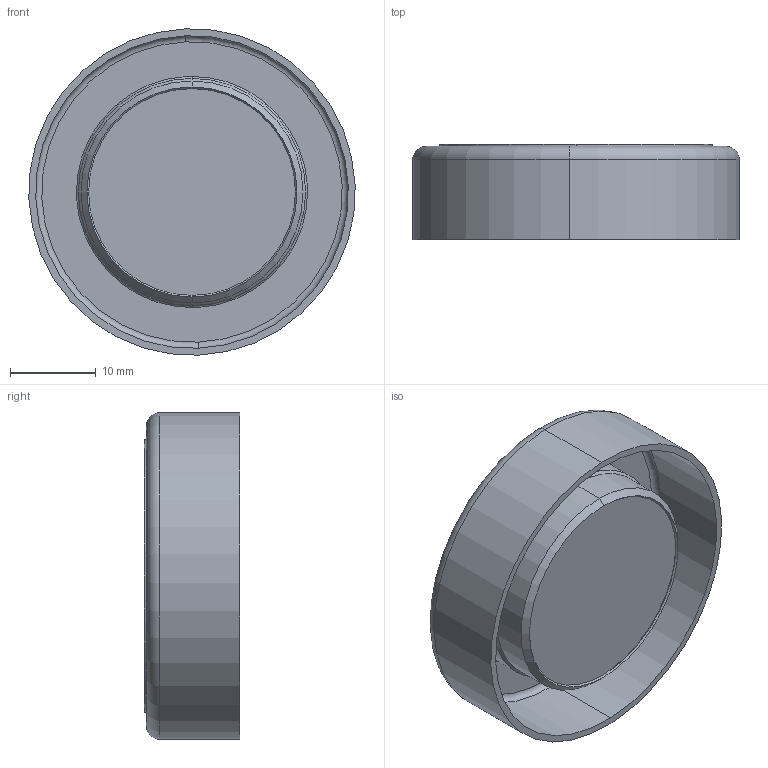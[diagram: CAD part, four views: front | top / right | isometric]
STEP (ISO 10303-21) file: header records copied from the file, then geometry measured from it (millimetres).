
FILE_DESCRIPTION (( 'STEP AP203' ), '1' );
FILE_NAME ('A0633-2-W.STEP', '2011-10-03T14:31:46', ( '' ), ( '' ), 'SwSTEP 2.0', 'SolidWorks 2011', '' );
FILE_SCHEMA (( 'CONFIG_CONTROL_DESIGN' ));
Length unit declared in the file: inch
Products named in the file (1): A0633-2-W
Bounding box: 38.07 x 11.13 x 38.07 mm (x, y, z)
Volume: 2665.1 mm3; surface area: 6285.9 mm2
Topology: 1 solids, 1 shells, 43 faces, 84 edges, 48 vertices
Faces by surface type: cylinder 16, cone 12, torus 8, plane 7
Entity records: 1181 total; most frequent: DIRECTION 228, CARTESIAN_POINT 176, ORIENTED_EDGE 168, AXIS2_PLACEMENT_3D 100, EDGE_CURVE 84, CIRCLE 56, EDGE_LOOP 48, VERTEX_POINT 48
